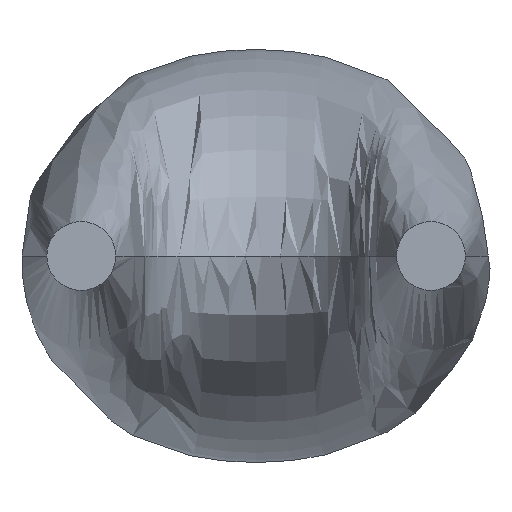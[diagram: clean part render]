
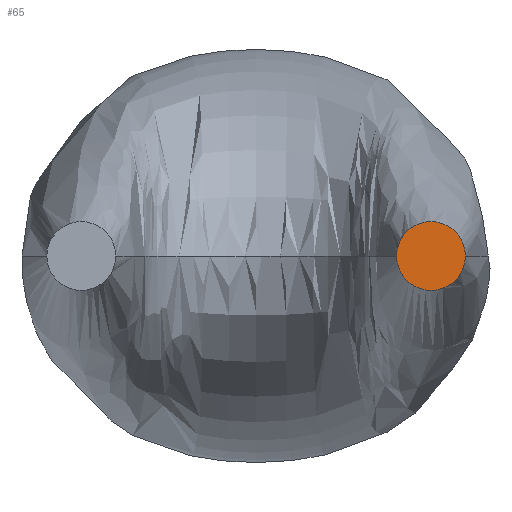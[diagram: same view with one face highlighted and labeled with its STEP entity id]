
A CAD part, left-side view. The second image highlights one B-rep face of the part: STEP entity #65.
In plain terms, the highlighted planar face has unit normal (-1, 0, 0).
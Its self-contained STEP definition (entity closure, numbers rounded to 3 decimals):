
#65=ADVANCED_FACE('',(#122),#123,.F.);
#122=FACE_OUTER_BOUND('',#712,.T.);
#123=PLANE('',#713);
#712=EDGE_LOOP('',(#791,#792));
#713=AXIS2_PLACEMENT_3D('',#793,#794,#795);
#791=ORIENTED_EDGE('',*,*,#825,.T.);
#792=ORIENTED_EDGE('',*,*,#820,.T.);
#793=CARTESIAN_POINT('',(-38.0,0.0,0.0));
#794=DIRECTION('',(1.0,0.0,0.0));
#795=DIRECTION('',(0.0,0.0,-1.0));
#820=EDGE_CURVE('',#861,#862,#863,.T.);
#825=EDGE_CURVE('',#862,#861,#870,.T.);
#861=VERTEX_POINT('',#928);
#862=VERTEX_POINT('',#929);
#863=CIRCLE('',#930,0.25);
#870=CIRCLE('',#939,0.25);
#928=CARTESIAN_POINT('',(-38.0,-1.27,0.25));
#929=CARTESIAN_POINT('',(-38.0,-1.27,-0.25));
#930=AXIS2_PLACEMENT_3D('',#970,#971,#972);
#939=AXIS2_PLACEMENT_3D('',#978,#979,#980);
#970=CARTESIAN_POINT('',(-38.0,-1.27,0.));
#971=DIRECTION('',(-1.0,0.0,0.0));
#972=DIRECTION('',(0.0,0.0,-1.0));
#978=CARTESIAN_POINT('',(-38.0,-1.27,0.));
#979=DIRECTION('',(-1.0,0.0,0.0));
#980=DIRECTION('',(0.0,0.0,-1.0));
